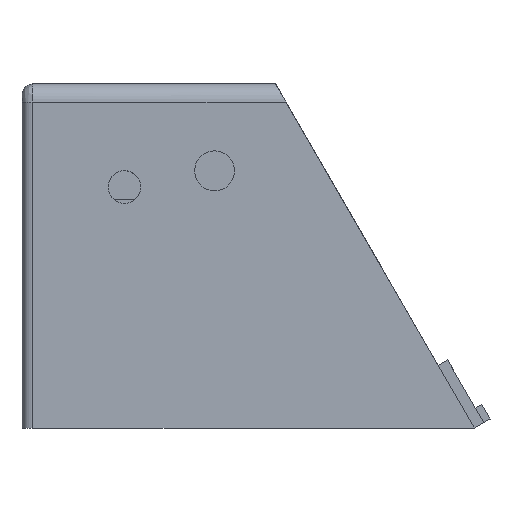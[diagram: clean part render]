
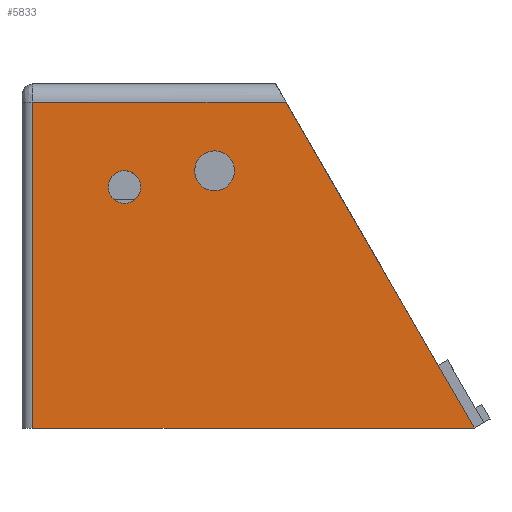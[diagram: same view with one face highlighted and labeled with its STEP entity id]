
A CAD part, left-side view. The second image highlights one B-rep face of the part: STEP entity #5833.
In plain terms, the highlighted planar face has unit normal (-1, 0, 0).
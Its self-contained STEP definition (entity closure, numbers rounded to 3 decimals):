
#506=FACE_BOUND('',#1344,.T.);
#507=FACE_BOUND('',#1345,.T.);
#544=CIRCLE('',#5907,4.5);
#547=CIRCLE('',#5911,5.5);
#686=PLANE('',#6033);
#999=FACE_OUTER_BOUND('',#1343,.T.);
#1343=EDGE_LOOP('',(#5494,#5495,#5496,#5497,#5498,#5499));
#1344=EDGE_LOOP('',(#5500));
#1345=EDGE_LOOP('',(#5501));
#1363=LINE('',#7221,#1846);
#1370=LINE('',#7269,#1853);
#1435=LINE('',#8149,#1918);
#1780=LINE('',#11342,#2263);
#1796=LINE('',#11374,#2279);
#1828=LINE('',#11438,#2311);
#1846=VECTOR('',#6059,10.);
#1853=VECTOR('',#6092,10.);
#1918=VECTOR('',#6173,10.);
#2263=VECTOR('',#6788,10.);
#2279=VECTOR('',#6818,10.);
#2311=VECTOR('',#6886,10.);
#2381=VERTEX_POINT('',#7218);
#2382=VERTEX_POINT('',#7220);
#2392=VERTEX_POINT('',#7268);
#2584=VERTEX_POINT('',#8148);
#2618=VERTEX_POINT('',#8241);
#2620=VERTEX_POINT('',#8248);
#2892=VERTEX_POINT('',#11341);
#2901=VERTEX_POINT('',#11373);
#2968=EDGE_CURVE('',#2381,#2382,#1363,.T.);
#2984=EDGE_CURVE('',#2382,#2392,#1370,.T.);
#3178=EDGE_CURVE('',#2392,#2584,#1435,.T.);
#3224=EDGE_CURVE('',#2618,#2618,#544,.T.);
#3228=EDGE_CURVE('',#2620,#2620,#547,.T.);
#3729=EDGE_CURVE('',#2584,#2892,#1780,.T.);
#3745=EDGE_CURVE('',#2892,#2901,#1796,.T.);
#3777=EDGE_CURVE('',#2901,#2381,#1828,.T.);
#5494=ORIENTED_EDGE('',*,*,#2968,.F.);
#5495=ORIENTED_EDGE('',*,*,#3777,.F.);
#5496=ORIENTED_EDGE('',*,*,#3745,.F.);
#5497=ORIENTED_EDGE('',*,*,#3729,.F.);
#5498=ORIENTED_EDGE('',*,*,#3178,.F.);
#5499=ORIENTED_EDGE('',*,*,#2984,.F.);
#5500=ORIENTED_EDGE('',*,*,#3224,.T.);
#5501=ORIENTED_EDGE('',*,*,#3228,.T.);
#5833=ADVANCED_FACE('',(#999,#506,#507),#686,.F.);
#5907=AXIS2_PLACEMENT_3D('',#8242,#6267,#6268);
#5911=AXIS2_PLACEMENT_3D('',#8249,#6276,#6277);
#6033=AXIS2_PLACEMENT_3D('',#11440,#6889,#6890);
#6059=DIRECTION('',(0.,0.,1.));
#6092=DIRECTION('',(0.,-1.,0.));
#6173=DIRECTION('',(0.,-0.5,-0.866));
#6267=DIRECTION('center_axis',(1.,0.,0.));
#6268=DIRECTION('ref_axis',(0.,-1.,0.));
#6276=DIRECTION('center_axis',(1.,0.,0.));
#6277=DIRECTION('ref_axis',(0.,-1.,0.));
#6788=DIRECTION('',(0.,-0.5,-0.866));
#6818=DIRECTION('',(0.,-0.5,-0.866));
#6886=DIRECTION('',(0.,1.,0.));
#6889=DIRECTION('center_axis',(1.,0.,0.));
#6890=DIRECTION('ref_axis',(0.,0.,-1.));
#7218=CARTESIAN_POINT('',(0.,67.,0.));
#7220=CARTESIAN_POINT('',(0.,67.,90.));
#7221=CARTESIAN_POINT('',(0.,67.,47.5));
#7268=CARTESIAN_POINT('',(0.,-2.887,90.));
#7269=CARTESIAN_POINT('',(0.,35.,90.));
#8148=CARTESIAN_POINT('',(0.,-44.856,17.306));
#8149=CARTESIAN_POINT('',(0.,-17.784,64.197));
#8241=CARTESIAN_POINT('',(0.,46.212,66.54));
#8242=CARTESIAN_POINT('Origin',(0.,41.712,66.54));
#8248=CARTESIAN_POINT('',(0.,22.327,71.01));
#8249=CARTESIAN_POINT('Origin',(0.,16.827,71.01));
#11341=CARTESIAN_POINT('',(0.,-54.666,0.315));
#11342=CARTESIAN_POINT('',(0.,-17.784,64.197));
#11373=CARTESIAN_POINT('',(0.,-54.848,0.));
#11374=CARTESIAN_POINT('',(0.,-17.784,64.197));
#11438=CARTESIAN_POINT('',(0.,35.,0.));
#11440=CARTESIAN_POINT('Origin',(0.,35.,47.5));
